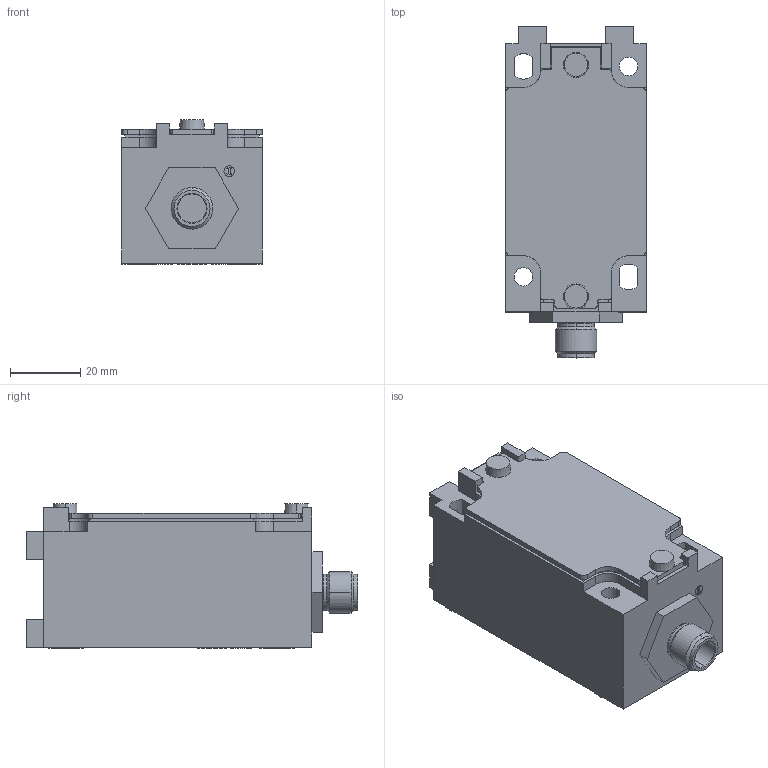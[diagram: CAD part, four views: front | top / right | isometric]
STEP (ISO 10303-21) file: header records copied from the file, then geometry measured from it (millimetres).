
FILE_DESCRIPTION(('STEP AP242'),'1');
FILE_NAME('switch_zckj5d.stp','2021-09-26T19:52:09',('TraceParts'),('TraceParts S.A.'),'Spatial InterOp 3D',' ',' ');
FILE_SCHEMA(('AP242_MANAGED_MODEL_BASED_3D_ENGINEERING_MIM_LF {1 0 10303 442 1 1 4}'));
Length unit declared in the file: millimetre
Products named in the file (1): switch_zckj5d_1
Bounding box: 40 x 94.6 x 41.33 mm (x, y, z)
Volume: 44306.6 mm3; surface area: 34054.6 mm2
Topology: 7 solids, 7 shells, 485 faces, 1245 edges, 801 vertices
Faces by surface type: plane 234, cylinder 154, cone 36, bspline 34, torus 27
Entity records: 16393 total; most frequent: CARTESIAN_POINT 4578, ORIENTED_EDGE 2476, DIRECTION 2433, EDGE_CURVE 1238, AXIS2_PLACEMENT_3D 871, VERTEX_POINT 801, LINE 691, VECTOR 691
